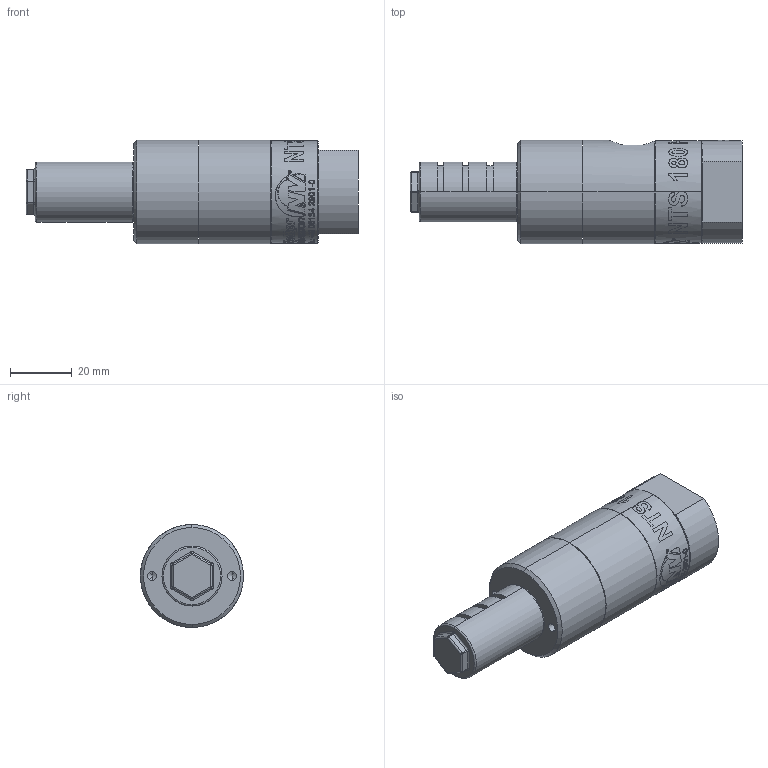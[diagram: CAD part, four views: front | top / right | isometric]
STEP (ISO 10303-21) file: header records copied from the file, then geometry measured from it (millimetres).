
FILE_DESCRIPTION (( 'STEP AP214' ), '1' );
FILE_NAME ('NTS 180 HF Kolbenvibrator #01918600.STEP', '2022-01-25T08:15:57', ( '' ), ( '' ), 'SwSTEP 2.0', 'SolidWorks 2015', '' );
FILE_SCHEMA (( 'AUTOMOTIVE_DESIGN' ));
Length unit declared in the file: millimetre
Products named in the file (1): NTS 180 HF Kolbenvibrator #01918600
Bounding box: 107.9 x 33.5 x 33.5 mm (x, y, z)
Volume: 68898.4 mm3; surface area: 24961 mm2
Topology: 6 solids, 6 shells, 250 faces, 1019 edges, 850 vertices
Faces by surface type: cylinder 155, plane 48, cone 20, torus 15, sphere 8, bspline 4
Entity records: 18550 total; most frequent: CARTESIAN_POINT 9696, ORIENTED_EDGE 2002, DIRECTION 1387, EDGE_CURVE 1001, VERTEX_POINT 850, AXIS2_PLACEMENT_3D 579, B_SPLINE_CURVE_WITH_KNOTS 436, EDGE_LOOP 341
